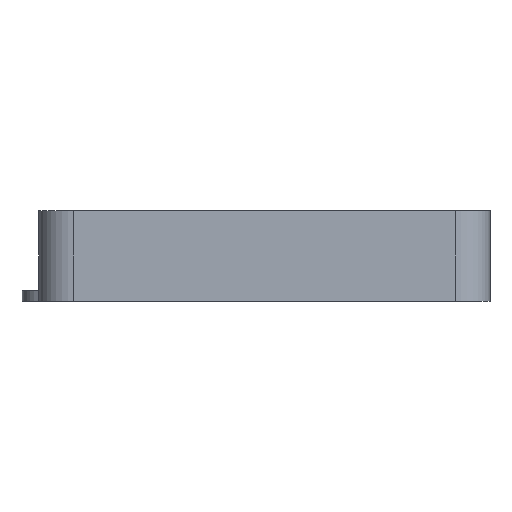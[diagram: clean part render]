
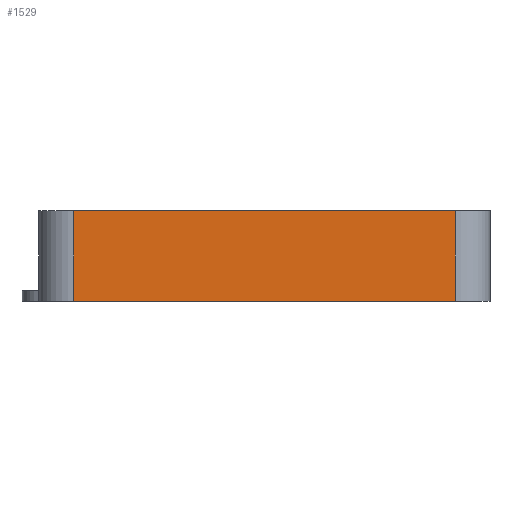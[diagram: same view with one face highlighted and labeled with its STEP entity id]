
A CAD part, left-side view. The second image highlights one B-rep face of the part: STEP entity #1529.
In plain terms, the highlighted planar face has unit normal (-1, 0, 0).
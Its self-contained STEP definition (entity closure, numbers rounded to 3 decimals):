
#83=PLANE('',#1684);
#153=FACE_OUTER_BOUND('',#253,.T.);
#253=EDGE_LOOP('',(#1331,#1332,#1333,#1334));
#394=LINE('',#2510,#538);
#402=LINE('',#2535,#546);
#403=LINE('',#2539,#547);
#404=LINE('',#2540,#548);
#538=VECTOR('',#2049,10.);
#546=VECTOR('',#2069,10.);
#547=VECTOR('',#2074,10.);
#548=VECTOR('',#2075,10.);
#756=VERTEX_POINT('',#2507);
#757=VERTEX_POINT('',#2509);
#768=VERTEX_POINT('',#2534);
#769=VERTEX_POINT('',#2538);
#950=EDGE_CURVE('',#756,#757,#394,.T.);
#963=EDGE_CURVE('',#757,#768,#402,.T.);
#965=EDGE_CURVE('',#769,#756,#403,.T.);
#966=EDGE_CURVE('',#768,#769,#404,.T.);
#1331=ORIENTED_EDGE('',*,*,#963,.F.);
#1332=ORIENTED_EDGE('',*,*,#950,.F.);
#1333=ORIENTED_EDGE('',*,*,#965,.F.);
#1334=ORIENTED_EDGE('',*,*,#966,.F.);
#1529=ADVANCED_FACE('',(#153),#83,.T.);
#1684=AXIS2_PLACEMENT_3D('',#2537,#2072,#2073);
#2049=DIRECTION('',(0.,-1.,0.));
#2069=DIRECTION('',(0.,0.,-1.));
#2072=DIRECTION('center_axis',(-1.,0.,0.));
#2073=DIRECTION('ref_axis',(0.,-1.,0.));
#2074=DIRECTION('',(0.,0.,1.));
#2075=DIRECTION('',(0.,1.,0.));
#2507=CARTESIAN_POINT('',(-41.5,27.5,13.));
#2509=CARTESIAN_POINT('',(-41.5,-27.5,13.));
#2510=CARTESIAN_POINT('',(-41.5,-32.5,13.));
#2534=CARTESIAN_POINT('',(-41.5,-27.5,0.));
#2535=CARTESIAN_POINT('',(-41.5,-27.5,0.));
#2537=CARTESIAN_POINT('Origin',(-41.5,32.5,0.));
#2538=CARTESIAN_POINT('',(-41.5,27.5,0.));
#2539=CARTESIAN_POINT('',(-41.5,27.5,0.));
#2540=CARTESIAN_POINT('',(-41.5,-32.5,0.));
